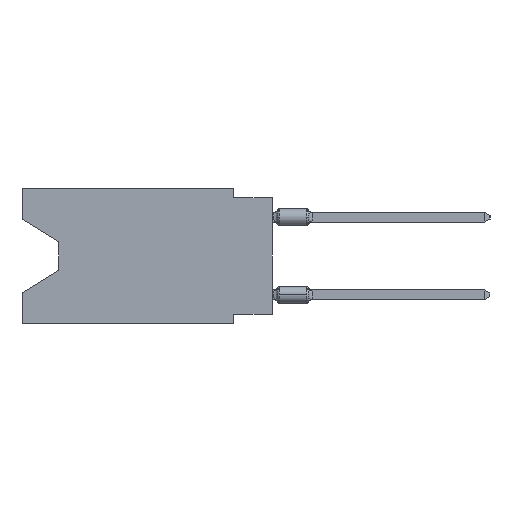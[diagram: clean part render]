
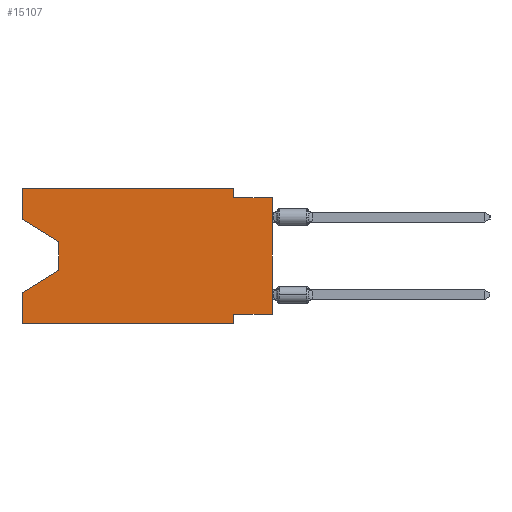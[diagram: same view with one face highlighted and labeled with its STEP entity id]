
A CAD part, left-side view. The second image highlights one B-rep face of the part: STEP entity #15107.
In plain terms, the highlighted planar face has unit normal (-1, 0, 0).
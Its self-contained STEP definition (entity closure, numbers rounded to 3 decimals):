
#40 = EDGE_CURVE ( 'NONE', #54121, #5750, #21909, .T. ) ;
#311 = DIRECTION ( 'NONE',  ( 0., 0., -1. ) ) ;
#314 = DIRECTION ( 'NONE',  ( 0., 0., -1. ) ) ;
#622 = LINE ( 'NONE', #10460, #7383 ) ;
#989 = DIRECTION ( 'NONE',  ( 0., -0.855, -0.519 ) ) ;
#3314 = VERTEX_POINT ( 'NONE', #43598 ) ;
#3670 = DIRECTION ( 'NONE',  ( 0., 0., -1. ) ) ;
#4770 = CARTESIAN_POINT ( 'NONE',  ( 0., 0., -8.255 ) ) ;
#4906 = CARTESIAN_POINT ( 'NONE',  ( 0., 16.383, -6.852 ) ) ;
#5088 = CARTESIAN_POINT ( 'NONE',  ( 0., 16.383, 0. ) ) ;
#5525 = EDGE_CURVE ( 'NONE', #54121, #33254, #43974, .T. ) ;
#5750 = VERTEX_POINT ( 'NONE', #55324 ) ;
#6744 = ORIENTED_EDGE ( 'NONE', *, *, #14148, .F. ) ;
#7383 = VECTOR ( 'NONE', #34531, 1000. ) ;
#8721 = CARTESIAN_POINT ( 'NONE',  ( 0., 16.383, -2.038 ) ) ;
#9709 = CARTESIAN_POINT ( 'NONE',  ( 0., 0., 0. ) ) ;
#10460 = CARTESIAN_POINT ( 'NONE',  ( 0., 13.97, -5.385 ) ) ;
#10726 = VECTOR ( 'NONE', #52562, 1000. ) ;
#11108 = VERTEX_POINT ( 'NONE', #23929 ) ;
#11578 = ORIENTED_EDGE ( 'NONE', *, *, #42520, .T. ) ;
#11713 = VERTEX_POINT ( 'NONE', #62267 ) ;
#11714 = CARTESIAN_POINT ( 'NONE',  ( 0., 0., -8.255 ) ) ;
#12075 = DIRECTION ( 'NONE',  ( 0., -1., 0. ) ) ;
#12287 = VECTOR ( 'NONE', #58508, 1000. ) ;
#13574 = DIRECTION ( 'NONE',  ( 0., -1., 0. ) ) ;
#14148 = EDGE_CURVE ( 'NONE', #11108, #40891, #48133, .T. ) ;
#14278 = EDGE_CURVE ( 'NONE', #55740, #36662, #46840, .T. ) ;
#14689 = ORIENTED_EDGE ( 'NONE', *, *, #57761, .F. ) ;
#14702 = EDGE_CURVE ( 'NONE', #36662, #5750, #61918, .T. ) ;
#15107 = ADVANCED_FACE ( 'NONE', ( #62085 ), #48793, .F. ) ;
#15283 = LINE ( 'NONE', #34270, #32426 ) ;
#15825 = VECTOR ( 'NONE', #12075, 1000. ) ;
#15870 = EDGE_CURVE ( 'NONE', #35282, #33254, #622, .T. ) ;
#17001 = CARTESIAN_POINT ( 'NONE',  ( 0., 13.97, -5.385 ) ) ;
#17783 = VECTOR ( 'NONE', #57267, 1000. ) ;
#18575 = CARTESIAN_POINT ( 'NONE',  ( 0., 2.54, -8.89 ) ) ;
#19955 = CARTESIAN_POINT ( 'NONE',  ( 0., 16.383, -8.89 ) ) ;
#20944 = VECTOR ( 'NONE', #50922, 1000. ) ;
#21909 = LINE ( 'NONE', #26039, #15825 ) ;
#22350 = VECTOR ( 'NONE', #38544, 1000. ) ;
#22799 = EDGE_CURVE ( 'NONE', #50458, #11108, #53540, .T. ) ;
#23206 = ORIENTED_EDGE ( 'NONE', *, *, #5525, .F. ) ;
#23907 = VECTOR ( 'NONE', #31667, 1000. ) ;
#23929 = CARTESIAN_POINT ( 'NONE',  ( 0., 2.54, -0.635 ) ) ;
#23999 = ORIENTED_EDGE ( 'NONE', *, *, #14278, .F. ) ;
#25314 = CARTESIAN_POINT ( 'NONE',  ( 0., 2.54, 0. ) ) ;
#26039 = CARTESIAN_POINT ( 'NONE',  ( 0., 16.383, -8.89 ) ) ;
#26167 = VECTOR ( 'NONE', #314, 1000. ) ;
#27528 = CARTESIAN_POINT ( 'NONE',  ( 0., 16.383, 0. ) ) ;
#28469 = CARTESIAN_POINT ( 'NONE',  ( 0., 16.383, 0. ) ) ;
#29542 = CARTESIAN_POINT ( 'NONE',  ( 0., 0., -0.635 ) ) ;
#31667 = DIRECTION ( 'NONE',  ( 0., 1., 0. ) ) ;
#31729 = CARTESIAN_POINT ( 'NONE',  ( 0., 2.54, -8.255 ) ) ;
#32312 = ORIENTED_EDGE ( 'NONE', *, *, #52859, .T. ) ;
#32426 = VECTOR ( 'NONE', #989, 1000. ) ;
#32569 = LINE ( 'NONE', #27528, #20944 ) ;
#33088 = ORIENTED_EDGE ( 'NONE', *, *, #45780, .F. ) ;
#33182 = LINE ( 'NONE', #9709, #22350 ) ;
#33254 = VERTEX_POINT ( 'NONE', #4906 ) ;
#33468 = ORIENTED_EDGE ( 'NONE', *, *, #14702, .F. ) ;
#34270 = CARTESIAN_POINT ( 'NONE',  ( 0., 16.383, -2.038 ) ) ;
#34531 = DIRECTION ( 'NONE',  ( 0., 0.855, -0.519 ) ) ;
#35282 = VERTEX_POINT ( 'NONE', #17001 ) ;
#35425 = VERTEX_POINT ( 'NONE', #8721 ) ;
#36662 = VERTEX_POINT ( 'NONE', #31729 ) ;
#36733 = LINE ( 'NONE', #43045, #17783 ) ;
#36867 = VECTOR ( 'NONE', #13574, 1000. ) ;
#37015 = LINE ( 'NONE', #28469, #36867 ) ;
#38544 = DIRECTION ( 'NONE',  ( 0., 0., 1. ) ) ;
#38992 = ORIENTED_EDGE ( 'NONE', *, *, #22799, .F. ) ;
#40100 = VECTOR ( 'NONE', #3670, 1000. ) ;
#40891 = VERTEX_POINT ( 'NONE', #29542 ) ;
#42520 = EDGE_CURVE ( 'NONE', #35425, #11713, #15283, .T. ) ;
#43033 = CARTESIAN_POINT ( 'NONE',  ( 0., 16.383, 0. ) ) ;
#43045 = CARTESIAN_POINT ( 'NONE',  ( 0., 13.97, -3.505 ) ) ;
#43255 = EDGE_CURVE ( 'NONE', #55740, #40891, #33182, .T. ) ;
#43598 = CARTESIAN_POINT ( 'NONE',  ( 0., 16.383, 0. ) ) ;
#43708 = CARTESIAN_POINT ( 'NONE',  ( 0., 0., -0.635 ) ) ;
#43974 = LINE ( 'NONE', #43033, #12287 ) ;
#45211 = AXIS2_PLACEMENT_3D ( 'NONE', #5088, #58268, #311 ) ;
#45780 = EDGE_CURVE ( 'NONE', #35425, #3314, #32569, .T. ) ;
#46840 = LINE ( 'NONE', #11714, #23907 ) ;
#48133 = LINE ( 'NONE', #43708, #10726 ) ;
#48489 = CARTESIAN_POINT ( 'NONE',  ( 0., 2.54, 0. ) ) ;
#48793 = PLANE ( 'NONE',  #45211 ) ;
#50458 = VERTEX_POINT ( 'NONE', #25314 ) ;
#50922 = DIRECTION ( 'NONE',  ( 0., 0., 1. ) ) ;
#52562 = DIRECTION ( 'NONE',  ( 0., -1., 0. ) ) ;
#52859 = EDGE_CURVE ( 'NONE', #11713, #35282, #36733, .T. ) ;
#53540 = LINE ( 'NONE', #48489, #26167 ) ;
#53639 = ORIENTED_EDGE ( 'NONE', *, *, #43255, .T. ) ;
#53942 = EDGE_LOOP ( 'NONE', ( #11578, #32312, #56922, #23206, #54750, #33468, #23999, #53639, #6744, #38992, #14689, #33088 ) ) ;
#54121 = VERTEX_POINT ( 'NONE', #19955 ) ;
#54750 = ORIENTED_EDGE ( 'NONE', *, *, #40, .T. ) ;
#55324 = CARTESIAN_POINT ( 'NONE',  ( 0., 2.54, -8.89 ) ) ;
#55740 = VERTEX_POINT ( 'NONE', #4770 ) ;
#56922 = ORIENTED_EDGE ( 'NONE', *, *, #15870, .T. ) ;
#57267 = DIRECTION ( 'NONE',  ( 0., 0., -1. ) ) ;
#57761 = EDGE_CURVE ( 'NONE', #3314, #50458, #37015, .T. ) ;
#58268 = DIRECTION ( 'NONE',  ( 1., 0., 0. ) ) ;
#58508 = DIRECTION ( 'NONE',  ( 0., 0., 1. ) ) ;
#61918 = LINE ( 'NONE', #18575, #40100 ) ;
#62085 = FACE_OUTER_BOUND ( 'NONE', #53942, .T. ) ;
#62267 = CARTESIAN_POINT ( 'NONE',  ( 0., 13.97, -3.505 ) ) ;
